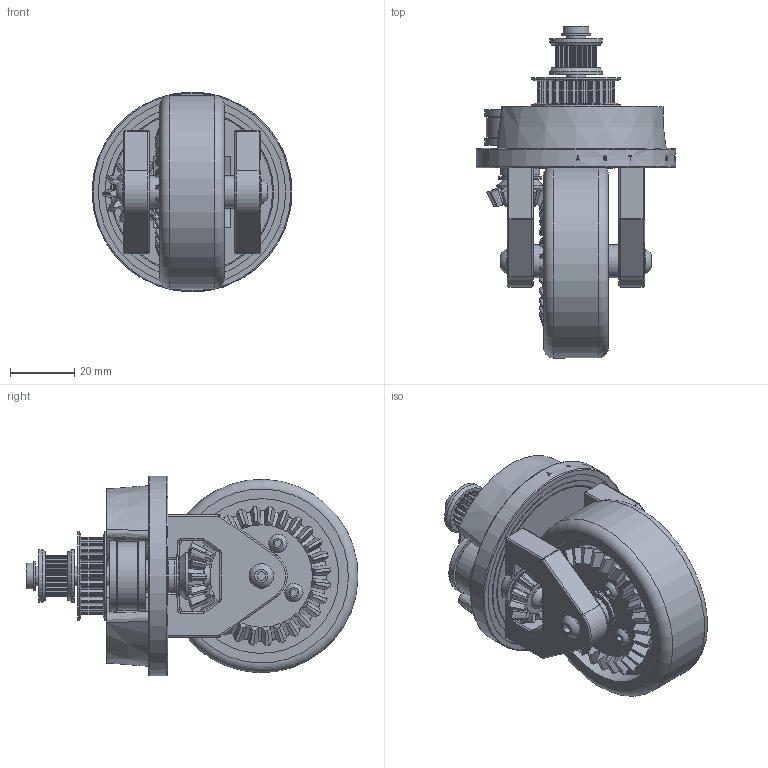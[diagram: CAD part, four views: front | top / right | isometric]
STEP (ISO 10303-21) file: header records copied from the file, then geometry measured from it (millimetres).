
FILE_DESCRIPTION(/* description */ ('STEP AP242','CAx-IF Rec.Pracs.---Representation and Presentation of Product Manufacturing Information (PMI)---4.0---2014-10-13','CAx-IF Rec.Pracs.---3D Tessellated Geometry---0.4---2014-09-14','2;1'),/* implementation_level */ '2;1');
FILE_NAME(/* name */ '683bf8090496457e605660c6',/* time_stamp */ '2025-06-01T06:49:48Z',/* author */ (''),/* organization */ (''),/* preprocessor_version */ 'ST-DEVELOPER v20',/* originating_system */ 'ONSHAPE BY PTC INC, 1.198',/* authorisation */ ' ');
FILE_SCHEMA (('AP242_MANAGED_MODEL_BASED_3D_ENGINEERING_MIM_LF { 1 0 10303 442 1 1 4 }'));
Length unit declared in the file: metre
Products named in the file (38): Pod; [LS] Button Head M3x25; 8.2mm ID 3.3mm Length Spacer; [LS] Pulley 2mm Pitch 14T; 4.2mm ID 1mm Length Spacer; Other fork; [LS] Button Head M4x10; Gear fork; MF84ZZ <1>; MF84ZZ Shield1; MF84ZZ Outer Ring; MF84ZZ Shield2; MF84ZZ Inner Ring; 20 mm Standoff; Part 1; Core; gt2 41t; 28 mm Standoff; 12mm OD SC Bearings <1>; 8mm ID x 12mm OD Flanged Ball Bearing 535222 <1>; Outer Race; Inner Race; 6710-2RS; Small Bevel; 12mm OD SC Bearings <3>; custom stage 2; Wheel <1>; Tread; Big Bevel; [LS] Button Head M3x8; MF84ZZ <2>; [LS] Pulley 2mm Pitch 21T; 4.2mm ID 11mm Length Spacer
Assembly tree (65 placements, depth 5):
  Pod
    [LS] Button Head M3x25  x4
    8.2mm ID 3.3mm Length Spacer  x2
    [LS] Pulley 2mm Pitch 14T
    4.2mm ID 1mm Length Spacer  x2
    Other fork
    [LS] Button Head M4x10  x4
    Gear fork
    MF84ZZ <1>
      MF84ZZ Shield1
      MF84ZZ Outer Ring
      MF84ZZ Shield2
      MF84ZZ Inner Ring
    20 mm Standoff
    Part 1  x4
    Core
    gt2 41t
    Part 1
    28 mm Standoff
    12mm OD SC Bearings <1>
      8mm ID x 12mm OD Flanged Ball Bearing 535222 <1>
        Outer Race
        Inner Race
    6710-2RS
    Small Bevel
    12mm OD SC Bearings <3>
      8mm ID x 12mm OD Flanged Ball Bearing 535222 <1>
        Inner Race
        Outer Race
    custom stage 2
    Wheel <1>
      Tread
      Big Bevel
      Part 1  x4
      [LS] Button Head M3x8  x4
      Outer Race
      Core
      12mm OD SC Bearings <1>
        8mm ID x 12mm OD Flanged Ball Bearing 535222 <1>
          Inner Race
          Outer Race
      Inner Race
    MF84ZZ <2>
      MF84ZZ Shield2
      MF84ZZ Inner Ring
      MF84ZZ Shield1
      MF84ZZ Outer Ring
    [LS] Pulley 2mm Pitch 21T
    4.2mm ID 11mm Length Spacer
Bounding box: 62 x 102.98 x 62 mm (x, y, z)
Volume: 112424.1 mm3; surface area: 64189.3 mm2
Topology: 56 solids, 57 shells, 2392 faces, 6130 edges, 4005 vertices
Faces by surface type: cylinder 1107, plane 897, bspline 163, cone 153, torus 64, sphere 8
Full cylindrical faces by diameter (mm): 3 x16, 3.2 x8, 3.55 x16, 3.91 x8, 4 x21, 4.2 x4, 4.6 x16, 5 x8, 5.7 x8, 6.2 x5, 6.8 x4, 7.4 x8, 7.6 x4, 8 x7, 8.2 x3, 8.4 x2, 9.004 x8, 9.048 x8, 9.2 x2, 10 x1, 10.2 x2, 10.846 x8, 11.1 x8, 11.6 x4, 11.913 x2, 12 x4, 12.2 x3, 13.5 x4, 14 x4, 14.553 x1
Entity records: 71297 total; most frequent: CARTESIAN_POINT 19223, DIRECTION 10899, ORIENTED_EDGE 10566, EDGE_CURVE 5283, AXIS2_PLACEMENT_3D 4217, VERTEX_POINT 3549, LINE 2465, VECTOR 2465
